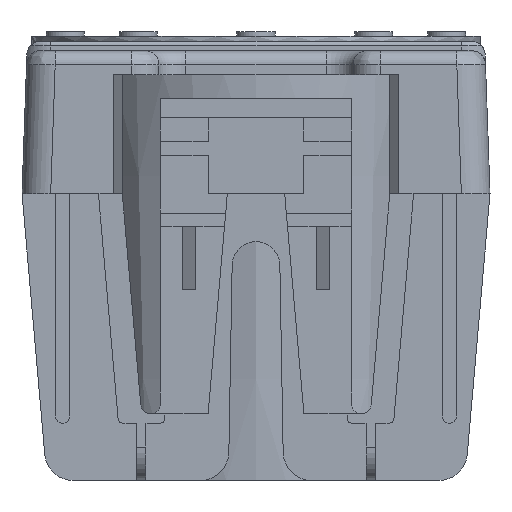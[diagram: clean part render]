
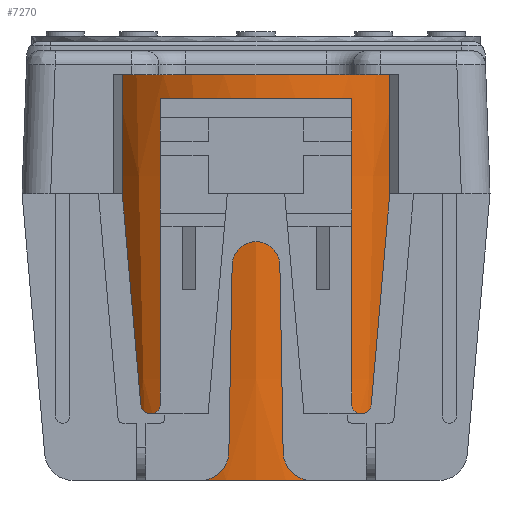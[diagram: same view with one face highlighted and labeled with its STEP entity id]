
A CAD part, left-side view. The second image highlights one B-rep face of the part: STEP entity #7270.
In plain terms, the highlighted conical face has half-angle 2 degrees and reference radius 19.6 mm.
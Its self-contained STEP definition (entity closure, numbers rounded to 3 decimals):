
#20=CONICAL_SURFACE('',#7788,19.6,0.035);
#224=CIRCLE('',#7771,17.994);
#232=CIRCLE('',#7789,19.478);
#483=FACE_OUTER_BOUND('',#883,.T.);
#883=EDGE_LOOP('',(#5387,#5388,#5389,#5390));
#1401=LINE('',#11245,#2270);
#2270=VECTOR('',#8857,19.6);
#3148=VERTEX_POINT('',#11214);
#3153=VERTEX_POINT('',#11244);
#3968=EDGE_CURVE('',#3148,#3148,#224,.T.);
#3981=EDGE_CURVE('',#3148,#3153,#1401,.T.);
#3982=EDGE_CURVE('',#3153,#3153,#232,.T.);
#5387=ORIENTED_EDGE('',*,*,#3968,.T.);
#5388=ORIENTED_EDGE('',*,*,#3981,.T.);
#5389=ORIENTED_EDGE('',*,*,#3982,.F.);
#5390=ORIENTED_EDGE('',*,*,#3981,.F.);
#7270=ADVANCED_FACE('',(#483),#20,.T.);
#7771=AXIS2_PLACEMENT_3D('',#11215,#8817,#8818);
#7788=AXIS2_PLACEMENT_3D('',#11243,#8855,#8856);
#7789=AXIS2_PLACEMENT_3D('',#11246,#8858,#8859);
#8817=DIRECTION('center_axis',(0.,0.,1.));
#8818=DIRECTION('ref_axis',(-1.,0.,0.));
#8855=DIRECTION('center_axis',(0.,0.,1.));
#8856=DIRECTION('ref_axis',(-1.,0.,0.));
#8857=DIRECTION('',(0.035,0.,0.999));
#8858=DIRECTION('center_axis',(0.,0.,1.));
#8859=DIRECTION('ref_axis',(-1.,0.,0.));
#11214=CARTESIAN_POINT('',(17.994,0.,-42.5));
#11215=CARTESIAN_POINT('Origin',(0.,0.,-42.5));
#11243=CARTESIAN_POINT('Origin',(0.,0.,3.5));
#11244=CARTESIAN_POINT('',(19.478,0.,0.));
#11245=CARTESIAN_POINT('',(19.6,0.,3.5));
#11246=CARTESIAN_POINT('Origin',(0.,0.,0.));
